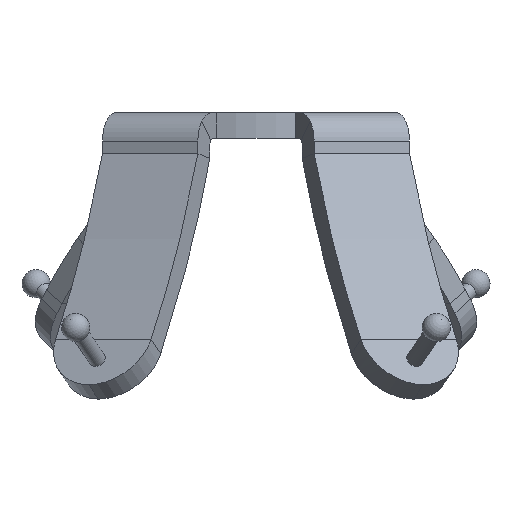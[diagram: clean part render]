
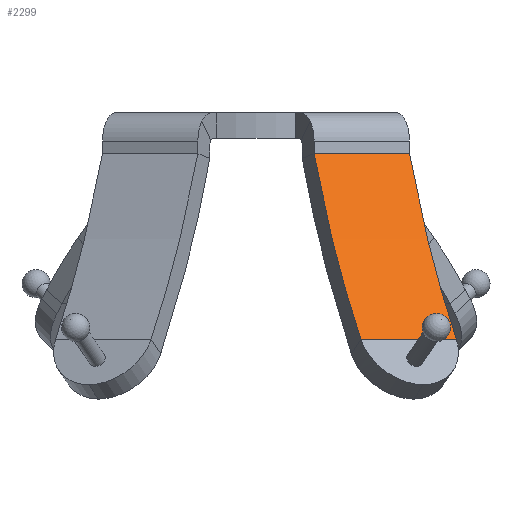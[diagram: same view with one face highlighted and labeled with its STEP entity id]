
A CAD part, front view. The second image highlights one B-rep face of the part: STEP entity #2299.
In plain terms, the highlighted free-form (B-spline) face has degree [3, 1] with [10, 2] control points.
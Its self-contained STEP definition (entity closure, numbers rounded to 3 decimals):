
#19=B_SPLINE_SURFACE_WITH_KNOTS('',3,1,((#3964,#3965),(#3966,#3967),(#3968,
#3969),(#3970,#3971),(#3972,#3973),(#3974,#3975),(#3976,#3977),(#3978,#3979),
(#3980,#3981),(#3982,#3983)),.UNSPECIFIED.,.F.,.F.,.F.,(4,2,2,2,4),(2,2),
(0.,0.5,0.75,1.,1.005),(0.,2.29),.UNSPECIFIED.);
#116=B_SPLINE_CURVE_WITH_KNOTS('',3,(#3290,#3291,#3292,#3293),
 .UNSPECIFIED.,.F.,.F.,(4,4),(-0.002,0.),
 .UNSPECIFIED.);
#135=B_SPLINE_CURVE_WITH_KNOTS('',3,(#3985,#3986,#3987,#3988),
 .UNSPECIFIED.,.F.,.F.,(4,4),(-0.002,0.),
 .UNSPECIFIED.);
#136=B_SPLINE_CURVE_WITH_KNOTS('',3,(#3990,#3991,#3992,#3993,#3994,#3995,
#3996,#3997,#3998,#3999),.UNSPECIFIED.,.F.,.F.,(4,3,3,4),(0.007,
0.5,0.75,1.),.UNSPECIFIED.);
#137=B_SPLINE_CURVE_WITH_KNOTS('',3,(#4002,#4003,#4004,#4005,#4006,#4007,
#4008,#4009,#4010,#4011),.UNSPECIFIED.,.F.,.F.,(4,3,3,4),(0.007,
0.5,0.75,1.),.UNSPECIFIED.);
#225=FACE_OUTER_BOUND('',#362,.T.);
#362=EDGE_LOOP('',(#1954,#1955,#1956,#1957,#1958,#1959));
#571=LINE('',#3897,#789);
#573=LINE('',#4001,#791);
#789=VECTOR('',#3052,1000.);
#791=VECTOR('',#3054,1000.);
#955=VERTEX_POINT('',#3287);
#956=VERTEX_POINT('',#3289);
#1114=VERTEX_POINT('',#3895);
#1118=VERTEX_POINT('',#3984);
#1119=VERTEX_POINT('',#3989);
#1120=VERTEX_POINT('',#4000);
#1173=EDGE_CURVE('',#955,#956,#116,.T.);
#1408=EDGE_CURVE('',#1114,#955,#571,.T.);
#1413=EDGE_CURVE('',#1118,#1114,#135,.T.);
#1414=EDGE_CURVE('',#1119,#1118,#136,.T.);
#1415=EDGE_CURVE('',#1120,#1119,#573,.T.);
#1416=EDGE_CURVE('',#1120,#956,#137,.T.);
#1954=ORIENTED_EDGE('',*,*,#1408,.F.);
#1955=ORIENTED_EDGE('',*,*,#1413,.F.);
#1956=ORIENTED_EDGE('',*,*,#1414,.F.);
#1957=ORIENTED_EDGE('',*,*,#1415,.F.);
#1958=ORIENTED_EDGE('',*,*,#1416,.T.);
#1959=ORIENTED_EDGE('',*,*,#1173,.F.);
#2299=ADVANCED_FACE('',(#225),#19,.T.);
#3052=DIRECTION('',(-0.885,-0.466,0.));
#3054=DIRECTION('',(0.885,0.466,0.));
#3287=CARTESIAN_POINT('',(18.595,-45.078,-37.117));
#3289=CARTESIAN_POINT('',(18.59,-45.069,-37.102));
#3290=CARTESIAN_POINT('Ctrl Pts',(18.595,-45.078,-37.117));
#3291=CARTESIAN_POINT('Ctrl Pts',(18.593,-45.075,-37.112));
#3292=CARTESIAN_POINT('Ctrl Pts',(18.592,-45.072,-37.107));
#3293=CARTESIAN_POINT('Ctrl Pts',(18.59,-45.069,-37.102));
#3895=CARTESIAN_POINT('',(35.479,-36.179,-37.117));
#3897=CARTESIAN_POINT('',(27.037,-40.629,-37.117));
#3964=CARTESIAN_POINT('Ctrl Pts',(10.232,-29.211,-3.958));
#3965=CARTESIAN_POINT('Ctrl Pts',(30.493,-18.532,-3.958));
#3966=CARTESIAN_POINT('Ctrl Pts',(11.3,-31.237,-9.87));
#3967=CARTESIAN_POINT('Ctrl Pts',(31.561,-20.558,-9.87));
#3968=CARTESIAN_POINT('Ctrl Pts',(12.53,-33.571,-15.587));
#3969=CARTESIAN_POINT('Ctrl Pts',(32.792,-22.892,-15.587));
#3970=CARTESIAN_POINT('Ctrl Pts',(14.62,-37.536,-23.873));
#3971=CARTESIAN_POINT('Ctrl Pts',(34.881,-26.857,-23.873));
#3972=CARTESIAN_POINT('Ctrl Pts',(15.357,-38.935,-26.586));
#3973=CARTESIAN_POINT('Ctrl Pts',(35.618,-28.256,-26.586));
#3974=CARTESIAN_POINT('Ctrl Pts',(16.913,-41.887,-31.918));
#3975=CARTESIAN_POINT('Ctrl Pts',(37.174,-31.208,-31.918));
#3976=CARTESIAN_POINT('Ctrl Pts',(17.727,-43.432,-34.523));
#3977=CARTESIAN_POINT('Ctrl Pts',(37.989,-32.753,-34.523));
#3978=CARTESIAN_POINT('Ctrl Pts',(18.609,-45.105,-37.159));
#3979=CARTESIAN_POINT('Ctrl Pts',(38.87,-34.426,-37.159));
#3980=CARTESIAN_POINT('Ctrl Pts',(18.627,-45.139,-37.214));
#3981=CARTESIAN_POINT('Ctrl Pts',(38.889,-34.461,-37.214));
#3982=CARTESIAN_POINT('Ctrl Pts',(18.645,-45.174,-37.268));
#3983=CARTESIAN_POINT('Ctrl Pts',(38.907,-34.495,-37.268));
#3984=CARTESIAN_POINT('',(35.474,-36.169,-37.102));
#3985=CARTESIAN_POINT('Ctrl Pts',(35.474,-36.169,-37.102));
#3986=CARTESIAN_POINT('Ctrl Pts',(35.476,-36.173,-37.107));
#3987=CARTESIAN_POINT('Ctrl Pts',(35.478,-36.176,-37.112));
#3988=CARTESIAN_POINT('Ctrl Pts',(35.479,-36.179,-37.117));
#3989=CARTESIAN_POINT('',(27.164,-20.401,-4.219));
#3990=CARTESIAN_POINT('Ctrl Pts',(27.164,-20.401,-4.219));
#3991=CARTESIAN_POINT('Ctrl Pts',(28.221,-22.407,-10.038));
#3992=CARTESIAN_POINT('Ctrl Pts',(29.435,-24.711,-15.668));
#3993=CARTESIAN_POINT('Ctrl Pts',(30.808,-27.315,-21.111));
#3994=CARTESIAN_POINT('Ctrl Pts',(31.504,-28.637,-23.873));
#3995=CARTESIAN_POINT('Ctrl Pts',(32.242,-30.036,-26.586));
#3996=CARTESIAN_POINT('Ctrl Pts',(33.019,-31.512,-29.252));
#3997=CARTESIAN_POINT('Ctrl Pts',(33.797,-32.987,-31.917));
#3998=CARTESIAN_POINT('Ctrl Pts',(34.611,-34.531,-34.521));
#3999=CARTESIAN_POINT('Ctrl Pts',(35.474,-36.169,-37.102));
#4000=CARTESIAN_POINT('',(10.279,-29.301,-4.219));
#4001=CARTESIAN_POINT('',(18.722,-24.851,-4.219));
#4002=CARTESIAN_POINT('Ctrl Pts',(10.279,-29.301,-4.219));
#4003=CARTESIAN_POINT('Ctrl Pts',(11.336,-31.306,-10.038));
#4004=CARTESIAN_POINT('Ctrl Pts',(12.551,-33.61,-15.668));
#4005=CARTESIAN_POINT('Ctrl Pts',(13.923,-36.215,-21.111));
#4006=CARTESIAN_POINT('Ctrl Pts',(14.62,-37.536,-23.873));
#4007=CARTESIAN_POINT('Ctrl Pts',(15.357,-38.935,-26.586));
#4008=CARTESIAN_POINT('Ctrl Pts',(16.135,-40.411,-29.252));
#4009=CARTESIAN_POINT('Ctrl Pts',(16.913,-41.886,-31.917));
#4010=CARTESIAN_POINT('Ctrl Pts',(17.727,-43.431,-34.521));
#4011=CARTESIAN_POINT('Ctrl Pts',(18.59,-45.069,-37.102));
